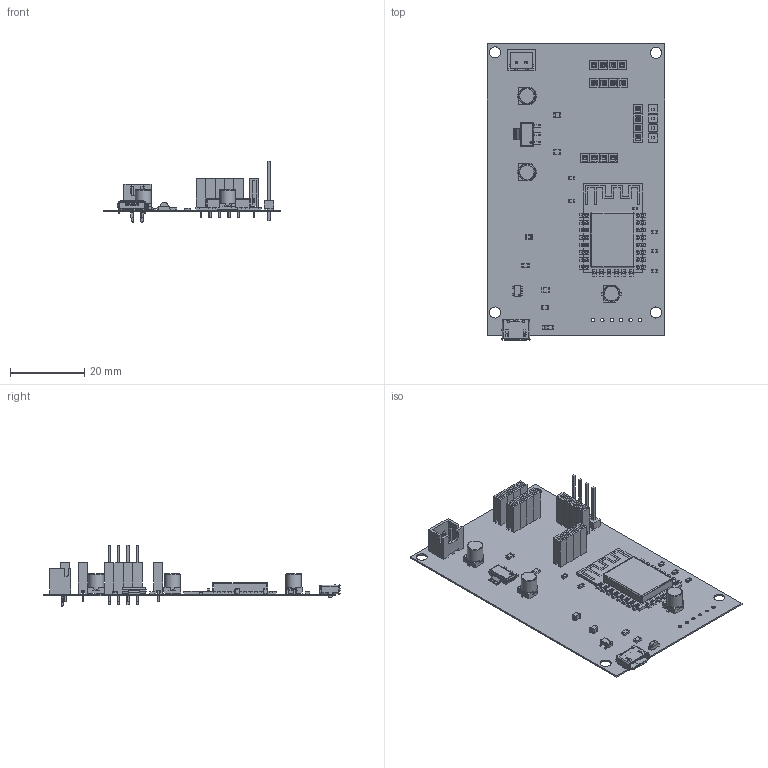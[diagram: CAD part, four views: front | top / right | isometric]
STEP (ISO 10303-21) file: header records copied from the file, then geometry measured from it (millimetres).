
FILE_DESCRIPTION(('Open CASCADE Model'),'2;1');
FILE_NAME('Open CASCADE Shape Model','2023-04-22T19:55:28',('Author'),( 'Open CASCADE'),'Open CASCADE STEP processor 7.5','Open CASCADE 7.5' ,'Unknown');
FILE_SCHEMA(('AUTOMOTIVE_DESIGN { 1 0 10303 214 1 1 1 1 }'));
Length unit declared in the file: millimetre
Products named in the file (70): PCB; Board; Open CASCADE STEP translator 7.5 2.1.1; HX711 out; Header_4; header; pin; HX711_lc; usb 2.0; USB3090-30-A--3DModel-STEP-56544; R 470; 6201218720; term1; term2; body; R 47k; 6062674512; R 15k; 7267289360; solidBody; Terminal; solidTop; R5-10K; CRG0603F10K_10; R4-10K; R3-10K; R 2k; R2-10K; R1-10K; MCP73831; MCP73831T-5ACI_OT; LED; KPA-3010CGCK-Base; battery; 6062675712; load cell; buttons; OLED; MTSW-104-22-S-S-420; MTSW-104-22-S-420 ...
Assembly tree (87 placements, depth 5):
  PCB
    Board
      Open CASCADE STEP translator 7.5 2.1.1
    HX711 out
      Header_4
        header  x4
          header
          pin
    HX711_lc
      Header_4
        header  x4
          header
          pin
    usb 2.0
      USB3090-30-A--3DModel-STEP-56544
    R 470
      6201218720
        term1
        term2
        body
    R 47k
      6062674512
        term1
        term2
        body
    R 15k
      7267289360
        solidBody
        Terminal
        solidTop
    R5-10K
      CRG0603F10K_10
    R4-10K
      CRG0603F10K_10
    R3-10K
      CRG0603F10K_10
    R 2k
      6062674512
        term1
        term2
        body
    R2-10K
      CRG0603F10K_10
    R1-10K
      CRG0603F10K_10
    MCP73831
      MCP73831T-5ACI_OT
    LED
      KPA-3010CGCK-Base
      KPA-3010CGCK-Base
      KPA-3010CGCK-Base
      KPA-3010CGCK-Base
      KPA-3010CGCK-Base
    battery
      6062675712
    load cell
      Header_4
        header  x4
          header
          pin
Bounding box: 48.01 x 79.98 x 16.61 mm (x, y, z)
Volume: 3373.8 mm3; surface area: 14524.1 mm2
Topology: 169 solids, 170 shells, 3033 faces, 7731 edges, 5034 vertices
Faces by surface type: plane 2466, cylinder 507, torus 20, sphere 16, cone 12, bspline 8, revolution 4
Full cylindrical faces by diameter (mm): 0.15 x1, 0.438 x2, 0.45 x2, 0.9 x6, 1 x2, 1.02 x20, 3 x4, 4.2 x6
Entity records: 60746 total; most frequent: CARTESIAN_POINT 10461, ORIENTED_EDGE 9830, DIRECTION 9635, EDGE_CURVE 4915, LINE 4089, VECTOR 4089, VERTEX_POINT 3184, AXIS2_PLACEMENT_3D 2771
